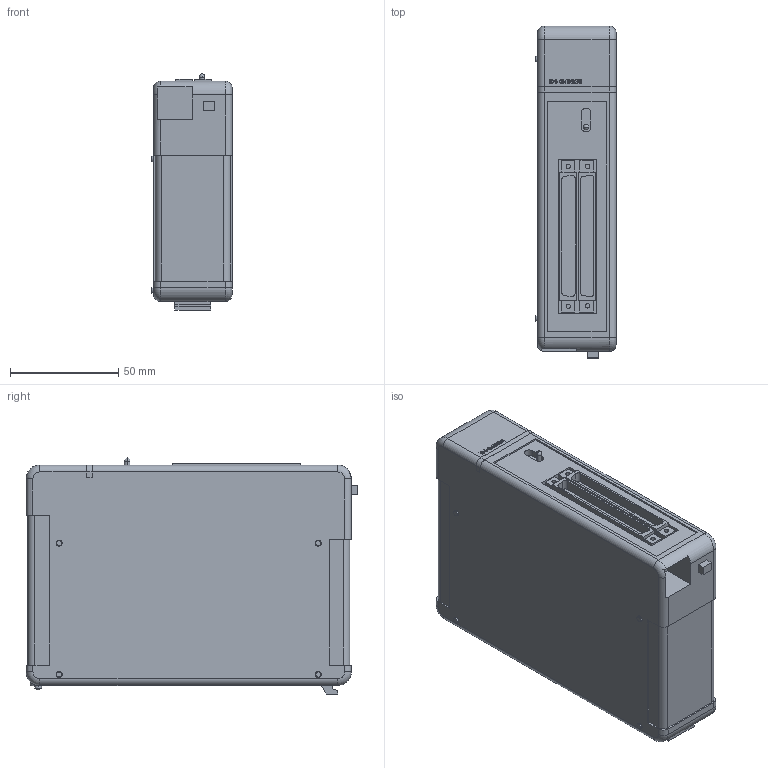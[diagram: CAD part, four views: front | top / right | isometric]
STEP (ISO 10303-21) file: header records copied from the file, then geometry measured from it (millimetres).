
FILE_DESCRIPTION (( 'STEP AP214' ), '1' );
FILE_NAME ('D4-64ND2.step', '2014-09-23T18:04:04', ( '' ), ( '' ), 'SwSTEP 2.0', 'SolidWorks 2014', '' );
FILE_SCHEMA (( 'AUTOMOTIVE_DESIGN' ));
Length unit declared in the file: inch
Products named in the file (1): D4-64ND2
Bounding box: 36.96 x 153.03 x 108.84 mm (x, y, z)
Volume: 524271.5 mm3; surface area: 55303 mm2
Topology: 2 solids, 2 shells, 329 faces, 846 edges, 557 vertices
Faces by surface type: plane 213, cylinder 54, bspline 40, torus 10, cone 10, sphere 2
Entity records: 15558 total; most frequent: CARTESIAN_POINT 3999, ORIENTED_EDGE 1682, DIRECTION 1477, EDGE_CURVE 841, LINE 617, VECTOR 617, VERTEX_POINT 554, AXIS2_PLACEMENT_3D 430
